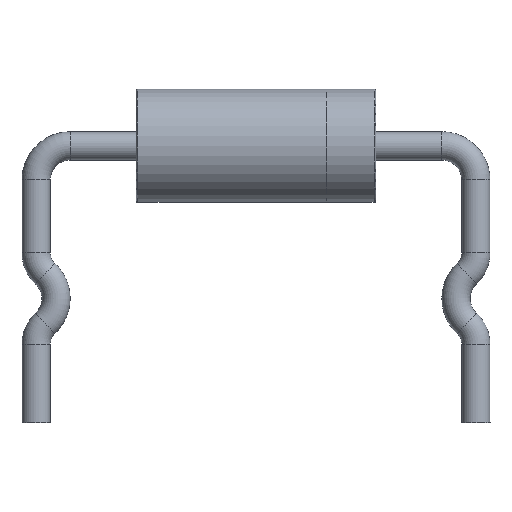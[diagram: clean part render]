
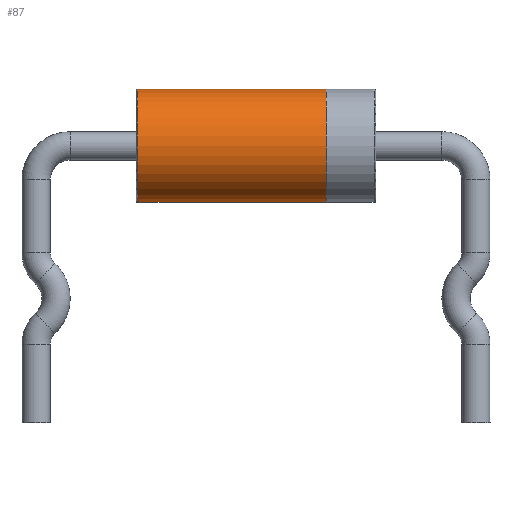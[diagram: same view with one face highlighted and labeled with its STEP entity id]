
A CAD part, front view. The second image highlights one B-rep face of the part: STEP entity #87.
In plain terms, the highlighted cylindrical face has radius 1.8 mm (diameter 3.6 mm), a full revolution.
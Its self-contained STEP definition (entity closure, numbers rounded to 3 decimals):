
#87=ADVANCED_FACE('',(#303,#305),#307,.T.);
#303=FACE_OUTER_BOUND('',#304,.T.);
#304=EDGE_LOOP('',(#500));
#305=FACE_OUTER_BOUND('',#306,.T.);
#306=EDGE_LOOP('',(#501));
#307=CYLINDRICAL_SURFACE('',#308,1.8);
#308=AXIS2_PLACEMENT_3D('',#309,#310,#311);
#309=CARTESIAN_POINT('',(-3.75,0.,6.3));
#310=DIRECTION('',(1.,-0.,0.));
#311=DIRECTION('',(0.,0.,-1.));
#500=ORIENTED_EDGE('',*,*,#545,.F.);
#501=ORIENTED_EDGE('',*,*,#546,.T.);
#545=EDGE_CURVE('',#569,#569,#570,.T.);
#546=EDGE_CURVE('',#571,#571,#572,.T.);
#569=VERTEX_POINT('',#618);
#570=CIRCLE('',#619,1.8);
#571=VERTEX_POINT('',#623);
#572=CIRCLE('',#624,1.8);
#618=CARTESIAN_POINT('',(2.23,0.,4.5));
#619=AXIS2_PLACEMENT_3D('',#620,#621,#622);
#620=CARTESIAN_POINT('',(2.23,0.,6.3));
#621=DIRECTION('',(1.,0.,0.));
#622=DIRECTION('',(0.,0.,-1.));
#623=CARTESIAN_POINT('',(-3.75,0.,4.5));
#624=AXIS2_PLACEMENT_3D('',#625,#626,#627);
#625=CARTESIAN_POINT('',(-3.75,0.,6.3));
#626=DIRECTION('',(1.,0.,0.));
#627=DIRECTION('',(0.,0.,-1.));
